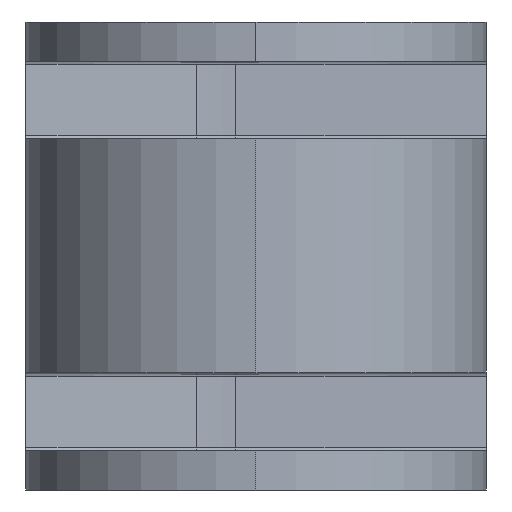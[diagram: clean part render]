
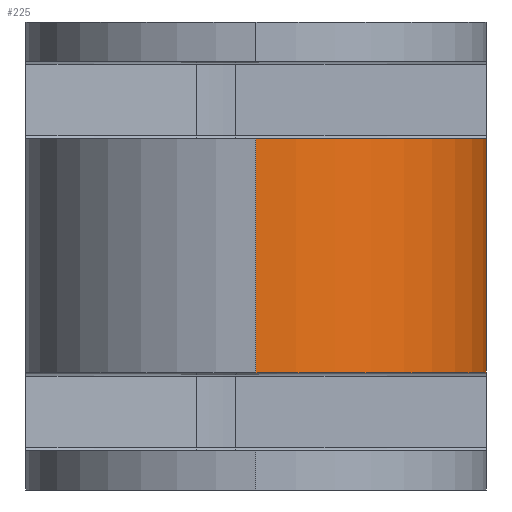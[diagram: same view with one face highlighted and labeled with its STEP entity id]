
A CAD part, left-side view. The second image highlights one B-rep face of the part: STEP entity #225.
In plain terms, the highlighted cylindrical face has radius 147.5 mm (diameter 295 mm), a partial arc.
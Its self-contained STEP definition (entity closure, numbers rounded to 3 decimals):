
#225 = ADVANCED_FACE ( 'NONE', ( #3645 ), #3717, .T. ) ;
#242 = CARTESIAN_POINT ( 'NONE',  ( -2400., 0., 75. ) ) ;
#297 = DIRECTION ( 'NONE',  ( 1., 0., 0. ) ) ;
#399 = LINE ( 'NONE', #2698, #3327 ) ;
#528 = LINE ( 'NONE', #4622, #3158 ) ;
#557 = AXIS2_PLACEMENT_3D ( 'NONE', #242, #2997, #297 ) ;
#1055 = ORIENTED_EDGE ( 'NONE', *, *, #1379, .T. ) ;
#1367 = DIRECTION ( 'NONE',  ( 1., 0., 0. ) ) ;
#1379 = EDGE_CURVE ( 'NONE', #4863, #3997, #4054, .T. ) ;
#1658 = ORIENTED_EDGE ( 'NONE', *, *, #3111, .F. ) ;
#1779 = ORIENTED_EDGE ( 'NONE', *, *, #2789, .F. ) ;
#1814 = CIRCLE ( 'NONE', #557, 147.5 ) ;
#1845 = CARTESIAN_POINT ( 'NONE',  ( -2547.5, 0., -75. ) ) ;
#1961 = DIRECTION ( 'NONE',  ( 0., 0., -1. ) ) ;
#1973 = AXIS2_PLACEMENT_3D ( 'NONE', #2766, #4739, #1367 ) ;
#2128 = DIRECTION ( 'NONE',  ( 0., 0., -1. ) ) ;
#2257 = VERTEX_POINT ( 'NONE', #4205 ) ;
#2297 = EDGE_CURVE ( 'NONE', #2257, #4863, #399, .T. ) ;
#2535 = CARTESIAN_POINT ( 'NONE',  ( -2400., 0., 150. ) ) ;
#2544 = VERTEX_POINT ( 'NONE', #4458 ) ;
#2698 = CARTESIAN_POINT ( 'NONE',  ( -2547.5, 0., 150. ) ) ;
#2766 = CARTESIAN_POINT ( 'NONE',  ( -2400., 0., -75. ) ) ;
#2789 = EDGE_CURVE ( 'NONE', #2544, #3997, #528, .T. ) ;
#2997 = DIRECTION ( 'NONE',  ( 0., 0., 1. ) ) ;
#3073 = DIRECTION ( 'NONE',  ( 0., 0., -1. ) ) ;
#3111 = EDGE_CURVE ( 'NONE', #2257, #2544, #1814, .T. ) ;
#3158 = VECTOR ( 'NONE', #3073, 1000. ) ;
#3327 = VECTOR ( 'NONE', #1961, 1000. ) ;
#3645 = FACE_OUTER_BOUND ( 'NONE', #4126, .T. ) ;
#3717 = CYLINDRICAL_SURFACE ( 'NONE', #4561, 147.5 ) ;
#3899 = CARTESIAN_POINT ( 'NONE',  ( -2400., -147.5, -75. ) ) ;
#3997 = VERTEX_POINT ( 'NONE', #3899 ) ;
#4046 = ORIENTED_EDGE ( 'NONE', *, *, #2297, .T. ) ;
#4054 = CIRCLE ( 'NONE', #1973, 147.5 ) ;
#4126 = EDGE_LOOP ( 'NONE', ( #1658, #4046, #1055, #1779 ) ) ;
#4205 = CARTESIAN_POINT ( 'NONE',  ( -2547.5, 0., 75. ) ) ;
#4445 = DIRECTION ( 'NONE',  ( -1., 0., 0. ) ) ;
#4458 = CARTESIAN_POINT ( 'NONE',  ( -2400., -147.5, 75. ) ) ;
#4561 = AXIS2_PLACEMENT_3D ( 'NONE', #2535, #2128, #4445 ) ;
#4622 = CARTESIAN_POINT ( 'NONE',  ( -2400., -147.5, 150. ) ) ;
#4739 = DIRECTION ( 'NONE',  ( 0., 0., 1. ) ) ;
#4863 = VERTEX_POINT ( 'NONE', #1845 ) ;
